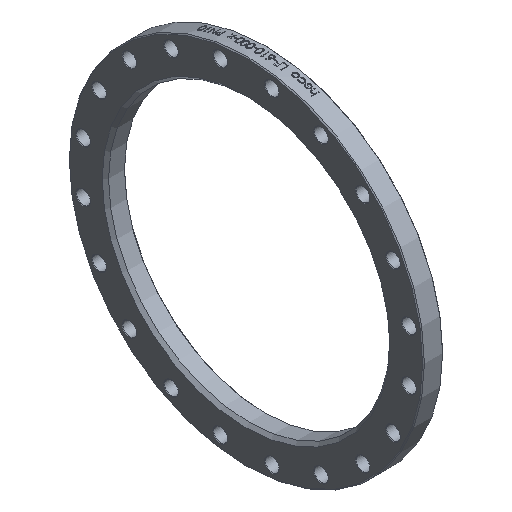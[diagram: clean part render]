
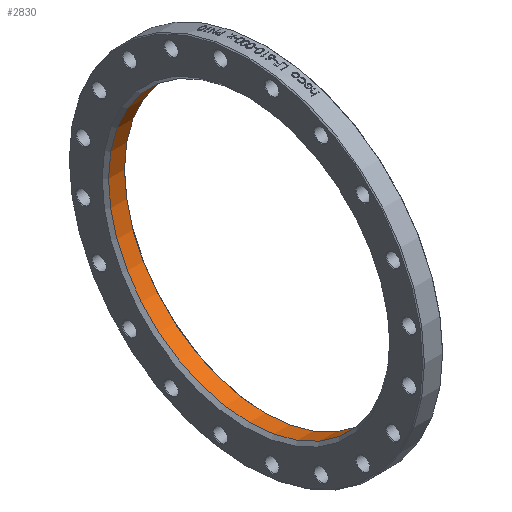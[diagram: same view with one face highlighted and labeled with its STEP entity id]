
A CAD part, isometric view. The second image highlights one B-rep face of the part: STEP entity #2830.
In plain terms, the highlighted cylindrical face has radius 309 mm (diameter 618 mm), a full revolution.
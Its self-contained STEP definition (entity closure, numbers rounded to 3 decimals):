
#486 = EDGE_CURVE ( 'NONE', #8247, #8247, #7686, .T. ) ;
#689 = FACE_OUTER_BOUND ( 'NONE', #4291, .T. ) ;
#1346 = VERTEX_POINT ( 'NONE', #4282 ) ;
#1979 = DIRECTION ( 'NONE',  ( 0., 0., 1. ) ) ;
#2142 = DIRECTION ( 'NONE',  ( -1., 0., 0. ) ) ;
#2253 = CYLINDRICAL_SURFACE ( 'NONE', #8655, 309. ) ;
#2263 = FACE_OUTER_BOUND ( 'NONE', #4176, .T. ) ;
#2830 = ADVANCED_FACE ( 'NONE', ( #2263, #689 ), #2253, .F. ) ;
#2948 = ORIENTED_EDGE ( 'NONE', *, *, #5673, .T. ) ;
#3014 = CARTESIAN_POINT ( 'NONE',  ( 42., 0., 0. ) ) ;
#4176 = EDGE_LOOP ( 'NONE', ( #8317 ) ) ;
#4282 = CARTESIAN_POINT ( 'NONE',  ( 42., 0., 309. ) ) ;
#4291 = EDGE_LOOP ( 'NONE', ( #2948 ) ) ;
#4405 = CARTESIAN_POINT ( 'NONE',  ( 0., 0., 0. ) ) ;
#4543 = CARTESIAN_POINT ( 'NONE',  ( 7., 0., 0. ) ) ;
#4760 = AXIS2_PLACEMENT_3D ( 'NONE', #3014, #8082, #5969 ) ;
#4962 = DIRECTION ( 'NONE',  ( -1., 0., 0. ) ) ;
#5128 = DIRECTION ( 'NONE',  ( 0., 0., -1. ) ) ;
#5673 = EDGE_CURVE ( 'NONE', #1346, #1346, #8812, .T. ) ;
#5969 = DIRECTION ( 'NONE',  ( 0., 0., 1. ) ) ;
#6917 = CARTESIAN_POINT ( 'NONE',  ( 7., 0., -309. ) ) ;
#7686 = CIRCLE ( 'NONE', #8634, 309. ) ;
#8082 = DIRECTION ( 'NONE',  ( 1., 0., 0. ) ) ;
#8247 = VERTEX_POINT ( 'NONE', #6917 ) ;
#8317 = ORIENTED_EDGE ( 'NONE', *, *, #486, .T. ) ;
#8634 = AXIS2_PLACEMENT_3D ( 'NONE', #4543, #2142, #5128 ) ;
#8655 = AXIS2_PLACEMENT_3D ( 'NONE', #4405, #4962, #1979 ) ;
#8812 = CIRCLE ( 'NONE', #4760, 309. ) ;
